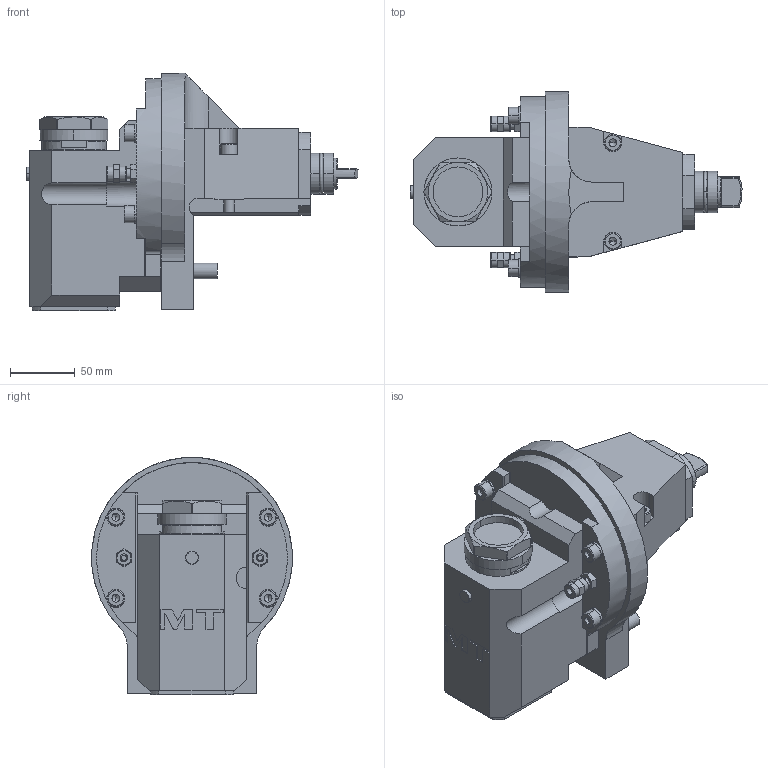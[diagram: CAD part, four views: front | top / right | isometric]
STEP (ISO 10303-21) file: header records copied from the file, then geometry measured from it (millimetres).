
FILE_DESCRIPTION((''),'2;1');
FILE_NAME('MSL0640100_CONF','2023-02-28T16:57:20',('sterribile'),('M.T. srl'),'CREO PARAMETRIC BY PTC INC, 2021072','CREO PARAMETRIC BY PTC INC, 2021072','');
FILE_SCHEMA(('CONFIG_CONTROL_DESIGN'));
Length unit declared in the file: millimetre
Products named in the file (1): MSL0640100_CONF
Bounding box: 256.11 x 154.67 x 183.04 mm (x, y, z)
Volume: 2156267.4 mm3; surface area: 155837.5 mm2
Topology: 2 solids, 2 shells, 380 faces, 951 edges, 610 vertices
Faces by surface type: plane 196, cylinder 128, torus 28, cone 26, extrusion 2
Entity records: 11678 total; most frequent: CARTESIAN_POINT 2369, DIRECTION 2001, ORIENTED_EDGE 1878, EDGE_CURVE 939, AXIS2_PLACEMENT_3D 727, VERTEX_POINT 610, VECTOR 547, LINE 545
